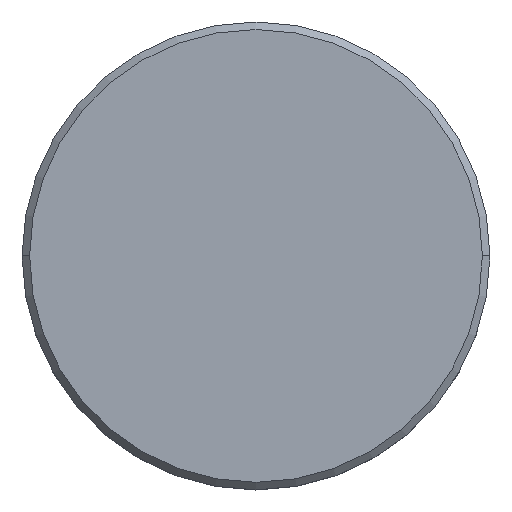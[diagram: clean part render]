
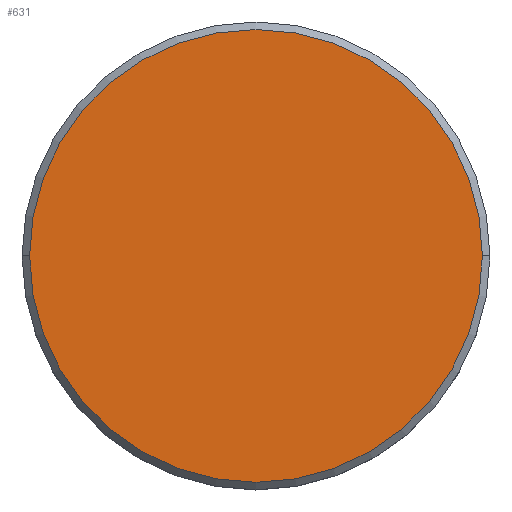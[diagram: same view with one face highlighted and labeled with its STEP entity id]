
A CAD part, top view. The second image highlights one B-rep face of the part: STEP entity #631.
In plain terms, the highlighted planar face has unit normal (0, 0, 1).
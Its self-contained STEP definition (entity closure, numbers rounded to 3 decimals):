
#92 = DIRECTION ( 'NONE',  ( 1., 0., 0. ) ) ;
#116 = EDGE_LOOP ( 'NONE', ( #759, #580 ) ) ;
#211 = CARTESIAN_POINT ( 'NONE',  ( 15., 0., 0. ) ) ;
#256 = AXIS2_PLACEMENT_3D ( 'NONE', #895, #995, #1009 ) ;
#258 = CIRCLE ( 'NONE', #337, 15. ) ;
#270 = CARTESIAN_POINT ( 'NONE',  ( 0., 0., 0. ) ) ;
#337 = AXIS2_PLACEMENT_3D ( 'NONE', #941, #735, #1011 ) ;
#365 = FACE_OUTER_BOUND ( 'NONE', #116, .T. ) ;
#514 = AXIS2_PLACEMENT_3D ( 'NONE', #270, #802, #92 ) ;
#580 = ORIENTED_EDGE ( 'NONE', *, *, #1041, .T. ) ;
#631 = ADVANCED_FACE ( 'NONE', ( #365 ), #642, .T. ) ;
#641 = VERTEX_POINT ( 'NONE', #211 ) ;
#642 = PLANE ( 'NONE',  #256 ) ;
#700 = VERTEX_POINT ( 'NONE', #926 ) ;
#735 = DIRECTION ( 'NONE',  ( 0., 0., 1. ) ) ;
#759 = ORIENTED_EDGE ( 'NONE', *, *, #1089, .T. ) ;
#802 = DIRECTION ( 'NONE',  ( 0., 0., 1. ) ) ;
#895 = CARTESIAN_POINT ( 'NONE',  ( 0., 0., 0. ) ) ;
#926 = CARTESIAN_POINT ( 'NONE',  ( -15., 0., 0. ) ) ;
#941 = CARTESIAN_POINT ( 'NONE',  ( 0., 0., 0. ) ) ;
#995 = DIRECTION ( 'NONE',  ( 0., 0., 1. ) ) ;
#1009 = DIRECTION ( 'NONE',  ( 1., 0., 0. ) ) ;
#1011 = DIRECTION ( 'NONE',  ( 1., 0., 0. ) ) ;
#1040 = CIRCLE ( 'NONE', #514, 15. ) ;
#1041 = EDGE_CURVE ( 'NONE', #641, #700, #1040, .T. ) ;
#1089 = EDGE_CURVE ( 'NONE', #700, #641, #258, .T. ) ;
